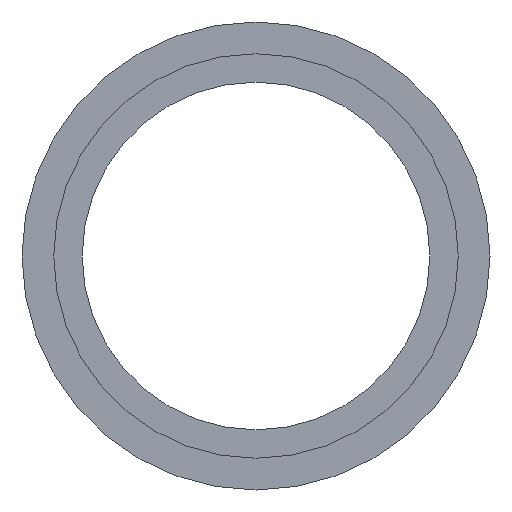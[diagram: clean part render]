
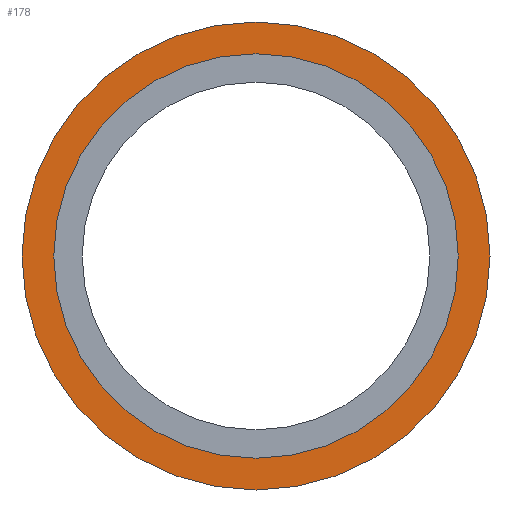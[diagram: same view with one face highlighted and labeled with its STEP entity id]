
A CAD part, front view. The second image highlights one B-rep face of the part: STEP entity #178.
In plain terms, the highlighted planar face has unit normal (0, -1, 0).
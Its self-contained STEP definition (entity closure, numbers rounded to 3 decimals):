
#11 = CIRCLE ( 'NONE', #153, 35. ) ;
#14 = VERTEX_POINT ( 'NONE', #264 ) ;
#16 = CARTESIAN_POINT ( 'NONE',  ( 0., -5., 0. ) ) ;
#27 = EDGE_LOOP ( 'NONE', ( #295, #231 ) ) ;
#39 = PLANE ( 'NONE',  #91 ) ;
#41 = DIRECTION ( 'NONE',  ( 0., 0., -1. ) ) ;
#50 = AXIS2_PLACEMENT_3D ( 'NONE', #16, #113, #107 ) ;
#54 = EDGE_CURVE ( 'NONE', #14, #138, #196, .T. ) ;
#60 = VERTEX_POINT ( 'NONE', #276 ) ;
#62 = FACE_OUTER_BOUND ( 'NONE', #314, .T. ) ;
#76 = CIRCLE ( 'NONE', #197, 30.25 ) ;
#88 = CARTESIAN_POINT ( 'NONE',  ( 0., -5., 30.25 ) ) ;
#91 = AXIS2_PLACEMENT_3D ( 'NONE', #216, #168, #191 ) ;
#107 = DIRECTION ( 'NONE',  ( 0., 0., -1. ) ) ;
#113 = DIRECTION ( 'NONE',  ( 0., -1., 0. ) ) ;
#114 = FACE_BOUND ( 'NONE', #27, .T. ) ;
#135 = AXIS2_PLACEMENT_3D ( 'NONE', #246, #221, #322 ) ;
#138 = VERTEX_POINT ( 'NONE', #277 ) ;
#139 = CARTESIAN_POINT ( 'NONE',  ( 0., -5., 0. ) ) ;
#145 = DIRECTION ( 'NONE',  ( 0., -1., 0. ) ) ;
#153 = AXIS2_PLACEMENT_3D ( 'NONE', #139, #145, #272 ) ;
#168 = DIRECTION ( 'NONE',  ( 0., 1., 0. ) ) ;
#172 = CARTESIAN_POINT ( 'NONE',  ( 0., -5., 0. ) ) ;
#178 = ADVANCED_FACE ( 'NONE', ( #114, #62 ), #39, .F. ) ;
#191 = DIRECTION ( 'NONE',  ( 0., 0., 1. ) ) ;
#196 = CIRCLE ( 'NONE', #50, 35. ) ;
#197 = AXIS2_PLACEMENT_3D ( 'NONE', #172, #198, #41 ) ;
#198 = DIRECTION ( 'NONE',  ( 0., -1., 0. ) ) ;
#209 = EDGE_CURVE ( 'NONE', #138, #14, #11, .T. ) ;
#212 = VERTEX_POINT ( 'NONE', #88 ) ;
#216 = CARTESIAN_POINT ( 'NONE',  ( 0., -5., 0. ) ) ;
#218 = EDGE_CURVE ( 'NONE', #212, #60, #311, .T. ) ;
#221 = DIRECTION ( 'NONE',  ( 0., -1., 0. ) ) ;
#231 = ORIENTED_EDGE ( 'NONE', *, *, #218, .F. ) ;
#246 = CARTESIAN_POINT ( 'NONE',  ( 0., -5., 0. ) ) ;
#264 = CARTESIAN_POINT ( 'NONE',  ( 0., -5., -35. ) ) ;
#272 = DIRECTION ( 'NONE',  ( 0., 0., -1. ) ) ;
#276 = CARTESIAN_POINT ( 'NONE',  ( 0., -5., -30.25 ) ) ;
#277 = CARTESIAN_POINT ( 'NONE',  ( 0., -5., 35. ) ) ;
#290 = ORIENTED_EDGE ( 'NONE', *, *, #209, .T. ) ;
#295 = ORIENTED_EDGE ( 'NONE', *, *, #297, .F. ) ;
#297 = EDGE_CURVE ( 'NONE', #60, #212, #76, .T. ) ;
#311 = CIRCLE ( 'NONE', #135, 30.25 ) ;
#314 = EDGE_LOOP ( 'NONE', ( #315, #290 ) ) ;
#315 = ORIENTED_EDGE ( 'NONE', *, *, #54, .T. ) ;
#322 = DIRECTION ( 'NONE',  ( 0., 0., -1. ) ) ;
